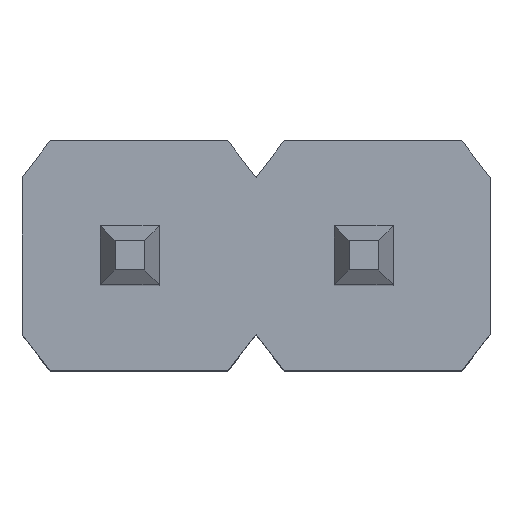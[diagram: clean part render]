
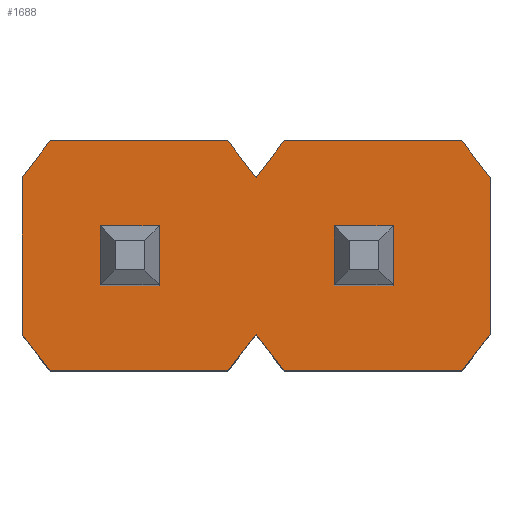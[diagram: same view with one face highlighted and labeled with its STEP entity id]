
A CAD part, top view. The second image highlights one B-rep face of the part: STEP entity #1688.
In plain terms, the highlighted planar face has unit normal (0, 0, 1).
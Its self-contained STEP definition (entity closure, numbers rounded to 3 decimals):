
#32 = EDGE_CURVE('',#33,#35,#37,.T.);
#33 = VERTEX_POINT('',#34);
#34 = CARTESIAN_POINT('',(1.59,-0.323,2.56)
  );
#35 = VERTEX_POINT('',#36);
#36 = CARTESIAN_POINT('',(0.95,-0.323,2.56)
  );
#37 = LINE('',#38,#39);
#38 = CARTESIAN_POINT('',(-0.2,-0.323,2.56
    ));
#39 = VECTOR('',#40,1.);
#40 = DIRECTION('',(-1.,0.,0.));
#72 = EDGE_CURVE('',#73,#33,#75,.T.);
#73 = VERTEX_POINT('',#74);
#74 = CARTESIAN_POINT('',(1.59,0.317,2.56)
  );
#75 = LINE('',#76,#77);
#76 = CARTESIAN_POINT('',(1.59,0.248,2.56)
  );
#77 = VECTOR('',#78,1.);
#78 = DIRECTION('',(0.,-1.,0.));
#103 = EDGE_CURVE('',#35,#104,#106,.T.);
#104 = VERTEX_POINT('',#105);
#105 = CARTESIAN_POINT('',(0.95,0.317,2.56)
  );
#106 = LINE('',#107,#108);
#107 = CARTESIAN_POINT('',(0.95,0.248,2.56)
  );
#108 = VECTOR('',#109,1.);
#109 = DIRECTION('',(0.,1.,0.));
#174 = EDGE_CURVE('',#104,#73,#175,.T.);
#175 = LINE('',#176,#177);
#176 = CARTESIAN_POINT('',(-0.2,0.317,2.56
    ));
#177 = VECTOR('',#178,1.);
#178 = DIRECTION('',(1.,0.,0.));
#496 = EDGE_CURVE('',#497,#499,#501,.T.);
#497 = VERTEX_POINT('',#498);
#498 = CARTESIAN_POINT('',(-0.95,-0.323,
    2.56));
#499 = VERTEX_POINT('',#500);
#500 = CARTESIAN_POINT('',(-1.59,-0.323,
    2.56));
#501 = LINE('',#502,#503);
#502 = CARTESIAN_POINT('',(-1.47,-0.323,
    2.56));
#503 = VECTOR('',#504,1.);
#504 = DIRECTION('',(-1.,0.,0.));
#536 = EDGE_CURVE('',#537,#497,#539,.T.);
#537 = VERTEX_POINT('',#538);
#538 = CARTESIAN_POINT('',(-0.95,0.317,2.56
    ));
#539 = LINE('',#540,#541);
#540 = CARTESIAN_POINT('',(-0.95,0.248,2.56
    ));
#541 = VECTOR('',#542,1.);
#542 = DIRECTION('',(0.,-1.,0.));
#567 = EDGE_CURVE('',#499,#568,#570,.T.);
#568 = VERTEX_POINT('',#569);
#569 = CARTESIAN_POINT('',(-1.59,0.317,2.56
    ));
#570 = LINE('',#571,#572);
#571 = CARTESIAN_POINT('',(-1.59,0.248,2.56
    ));
#572 = VECTOR('',#573,1.);
#573 = DIRECTION('',(0.,1.,0.));
#638 = EDGE_CURVE('',#568,#537,#639,.T.);
#639 = LINE('',#640,#641);
#640 = CARTESIAN_POINT('',(-1.47,0.317,2.56
    ));
#641 = VECTOR('',#642,1.);
#642 = DIRECTION('',(1.,0.,0.));
#1219 = VERTEX_POINT('',#1220);
#1220 = CARTESIAN_POINT('',(2.64,-0.855,
    2.56));
#1226 = EDGE_CURVE('',#1219,#1227,#1229,.T.);
#1227 = VERTEX_POINT('',#1228);
#1228 = CARTESIAN_POINT('',(2.335,-1.249,
    2.56));
#1229 = LINE('',#1230,#1231);
#1230 = CARTESIAN_POINT('',(2.64,-0.855,
    2.56));
#1231 = VECTOR('',#1232,1.);
#1232 = DIRECTION('',(-0.611,-0.792,
    0.));
#1258 = VERTEX_POINT('',#1259);
#1259 = CARTESIAN_POINT('',(2.64,0.848,2.56
    ));
#1265 = EDGE_CURVE('',#1258,#1219,#1266,.T.);
#1266 = LINE('',#1267,#1268);
#1267 = CARTESIAN_POINT('',(2.64,0.848,2.56
    ));
#1268 = VECTOR('',#1269,1.);
#1269 = DIRECTION('',(0.,-1.,0.));
#1291 = VERTEX_POINT('',#1292);
#1292 = CARTESIAN_POINT('',(2.335,1.249,2.56
    ));
#1298 = EDGE_CURVE('',#1291,#1258,#1299,.T.);
#1299 = LINE('',#1300,#1301);
#1300 = CARTESIAN_POINT('',(2.335,1.249,2.56
    ));
#1301 = VECTOR('',#1302,1.);
#1302 = DIRECTION('',(0.604,-0.797,0.)
  );
#1316 = VERTEX_POINT('',#1317);
#1317 = CARTESIAN_POINT('',(0.1,0.848,2.56
    ));
#1323 = EDGE_CURVE('',#1316,#1324,#1326,.T.);
#1324 = VERTEX_POINT('',#1325);
#1325 = CARTESIAN_POINT('',(0.405,1.249,2.56
    ));
#1326 = LINE('',#1327,#1328);
#1327 = CARTESIAN_POINT('',(0.405,1.249,2.56
    ));
#1328 = VECTOR('',#1329,1.);
#1329 = DIRECTION('',(0.604,0.797,0.)
  );
#1364 = VERTEX_POINT('',#1365);
#1365 = CARTESIAN_POINT('',(-0.205,1.249,2.56
    ));
#1371 = EDGE_CURVE('',#1364,#1316,#1372,.T.);
#1372 = LINE('',#1373,#1374);
#1373 = CARTESIAN_POINT('',(-0.205,1.249,2.56
    ));
#1374 = VECTOR('',#1375,1.);
#1375 = DIRECTION('',(0.604,-0.797,0.
    ));
#1482 = EDGE_CURVE('',#1324,#1291,#1483,.T.);
#1483 = LINE('',#1484,#1485);
#1484 = CARTESIAN_POINT('',(0.405,1.249,2.56
    ));
#1485 = VECTOR('',#1486,1.);
#1486 = DIRECTION('',(1.,0.,0.));
#1499 = EDGE_CURVE('',#1227,#1500,#1502,.T.);
#1500 = VERTEX_POINT('',#1501);
#1501 = CARTESIAN_POINT('',(0.405,-1.249,
    2.56));
#1502 = LINE('',#1503,#1504);
#1503 = CARTESIAN_POINT('',(2.335,-1.249,
    2.56));
#1504 = VECTOR('',#1505,1.);
#1505 = DIRECTION('',(-1.,0.,0.));
#1526 = EDGE_CURVE('',#1500,#1527,#1529,.T.);
#1527 = VERTEX_POINT('',#1528);
#1528 = CARTESIAN_POINT('',(0.1,-0.855,
    2.56));
#1529 = LINE('',#1530,#1531);
#1530 = CARTESIAN_POINT('',(0.405,-1.249,
    2.56));
#1531 = VECTOR('',#1532,1.);
#1532 = DIRECTION('',(-0.611,0.792,
    0.));
#1551 = VERTEX_POINT('',#1552);
#1552 = CARTESIAN_POINT('',(-2.44,0.848,
    2.56));
#1558 = EDGE_CURVE('',#1551,#1559,#1561,.T.);
#1559 = VERTEX_POINT('',#1560);
#1560 = CARTESIAN_POINT('',(-2.135,1.249,
    2.56));
#1561 = LINE('',#1562,#1563);
#1562 = CARTESIAN_POINT('',(-2.135,1.249,
    2.56));
#1563 = VECTOR('',#1564,1.);
#1564 = DIRECTION('',(0.604,0.797,0.
    ));
#1582 = EDGE_CURVE('',#1559,#1364,#1583,.T.);
#1583 = LINE('',#1584,#1585);
#1584 = CARTESIAN_POINT('',(-2.135,1.249,
    2.56));
#1585 = VECTOR('',#1586,1.);
#1586 = DIRECTION('',(1.,0.,0.));
#1601 = EDGE_CURVE('',#1527,#1602,#1604,.T.);
#1602 = VERTEX_POINT('',#1603);
#1603 = CARTESIAN_POINT('',(-0.205,-1.249,
    2.56));
#1604 = LINE('',#1605,#1606);
#1605 = CARTESIAN_POINT('',(0.1,-0.855,
    2.56));
#1606 = VECTOR('',#1607,1.);
#1607 = DIRECTION('',(-0.611,-0.792,0.
    ));
#1625 = EDGE_CURVE('',#1602,#1626,#1628,.T.);
#1626 = VERTEX_POINT('',#1627);
#1627 = CARTESIAN_POINT('',(-2.135,-1.249,
    2.56));
#1628 = LINE('',#1629,#1630);
#1629 = CARTESIAN_POINT('',(-0.205,-1.249,
    2.56));
#1630 = VECTOR('',#1631,1.);
#1631 = DIRECTION('',(-1.,0.,0.));
#1652 = EDGE_CURVE('',#1626,#1653,#1655,.T.);
#1653 = VERTEX_POINT('',#1654);
#1654 = CARTESIAN_POINT('',(-2.44,-0.855,
    2.56));
#1655 = LINE('',#1656,#1657);
#1656 = CARTESIAN_POINT('',(-2.135,-1.249,
    2.56));
#1657 = VECTOR('',#1658,1.);
#1658 = DIRECTION('',(-0.611,0.792,0.
    ));
#1677 = EDGE_CURVE('',#1653,#1551,#1678,.T.);
#1678 = LINE('',#1679,#1680);
#1679 = CARTESIAN_POINT('',(-2.44,0.848,
    2.56));
#1680 = VECTOR('',#1681,1.);
#1681 = DIRECTION('',(0.,1.,0.));
#1688 = ADVANCED_FACE('',(#1689,#1695,#1701),#1717,.T.);
#1689 = FACE_BOUND('',#1690,.T.);
#1690 = EDGE_LOOP('',(#1691,#1692,#1693,#1694));
#1691 = ORIENTED_EDGE('',*,*,#174,.T.);
#1692 = ORIENTED_EDGE('',*,*,#72,.T.);
#1693 = ORIENTED_EDGE('',*,*,#32,.T.);
#1694 = ORIENTED_EDGE('',*,*,#103,.T.);
#1695 = FACE_BOUND('',#1696,.T.);
#1696 = EDGE_LOOP('',(#1697,#1698,#1699,#1700));
#1697 = ORIENTED_EDGE('',*,*,#638,.T.);
#1698 = ORIENTED_EDGE('',*,*,#536,.T.);
#1699 = ORIENTED_EDGE('',*,*,#496,.T.);
#1700 = ORIENTED_EDGE('',*,*,#567,.T.);
#1701 = FACE_BOUND('',#1702,.T.);
#1702 = EDGE_LOOP('',(#1703,#1704,#1705,#1706,#1707,#1708,#1709,#1710,
    #1711,#1712,#1713,#1714,#1715,#1716));
#1703 = ORIENTED_EDGE('',*,*,#1601,.F.);
#1704 = ORIENTED_EDGE('',*,*,#1526,.F.);
#1705 = ORIENTED_EDGE('',*,*,#1499,.F.);
#1706 = ORIENTED_EDGE('',*,*,#1226,.F.);
#1707 = ORIENTED_EDGE('',*,*,#1265,.F.);
#1708 = ORIENTED_EDGE('',*,*,#1298,.F.);
#1709 = ORIENTED_EDGE('',*,*,#1482,.F.);
#1710 = ORIENTED_EDGE('',*,*,#1323,.F.);
#1711 = ORIENTED_EDGE('',*,*,#1371,.F.);
#1712 = ORIENTED_EDGE('',*,*,#1582,.F.);
#1713 = ORIENTED_EDGE('',*,*,#1558,.F.);
#1714 = ORIENTED_EDGE('',*,*,#1677,.F.);
#1715 = ORIENTED_EDGE('',*,*,#1652,.F.);
#1716 = ORIENTED_EDGE('',*,*,#1625,.F.);
#1717 = PLANE('',#1718);
#1718 = AXIS2_PLACEMENT_3D('',#1719,#1720,#1721);
#1719 = CARTESIAN_POINT('',(-1.17,0.,
    2.56));
#1720 = DIRECTION('',(0.,0.,1.));
#1721 = DIRECTION('',(1.,0.,0.));
